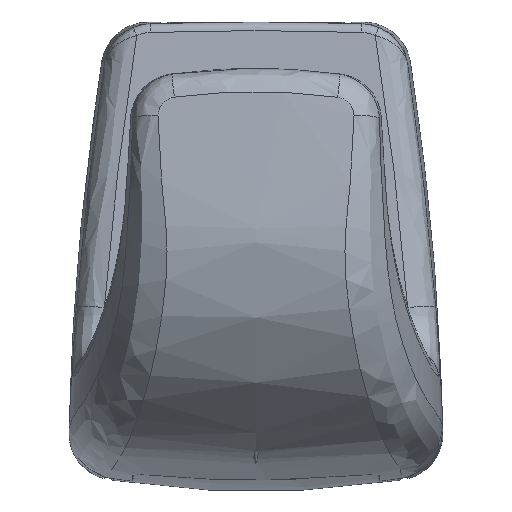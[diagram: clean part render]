
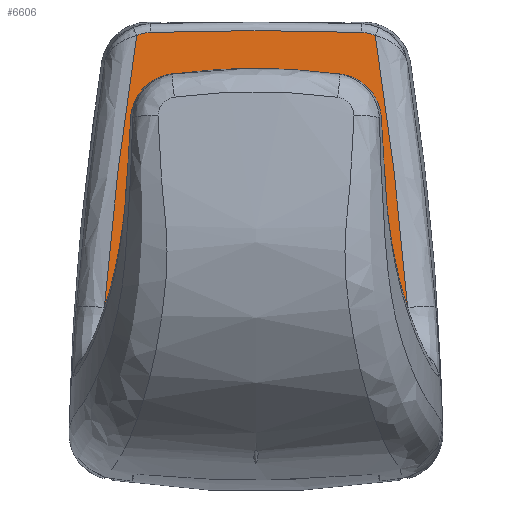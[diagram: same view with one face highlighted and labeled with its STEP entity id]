
A CAD part, top view. The second image highlights one B-rep face of the part: STEP entity #6606.
In plain terms, the highlighted planar face has unit normal (0, 0.085, 0.996).
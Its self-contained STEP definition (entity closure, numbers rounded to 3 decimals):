
#30 = VERTEX_POINT ( 'NONE', #8994 ) ;
#75 = VERTEX_POINT ( 'NONE', #9144 ) ;
#104 = VERTEX_POINT ( 'NONE', #8942 ) ;
#107 = VERTEX_POINT ( 'NONE', #8890 ) ;
#643 = ORIENTED_EDGE ( 'NONE', *, *, #2472, .T. ) ;
#668 = ORIENTED_EDGE ( 'NONE', *, *, #2611, .T. ) ;
#703 = ORIENTED_EDGE ( 'NONE', *, *, #2613, .T. ) ;
#714 = ORIENTED_EDGE ( 'NONE', *, *, #2408, .T. ) ;
#716 = ORIENTED_EDGE ( 'NONE', *, *, #2373, .T. ) ;
#763 = ORIENTED_EDGE ( 'NONE', *, *, #2604, .T. ) ;
#1442 = FACE_OUTER_BOUND ( 'NONE', #4774, .T. ) ;
#1731 = LINE ( 'NONE', #3545, #7785 ) ;
#2041 = VERTEX_POINT ( 'NONE', #6791 ) ;
#2116 = VERTEX_POINT ( 'NONE', #3009 ) ;
#2373 = EDGE_CURVE ( 'NONE', #104, #107, #4442, .T. ) ;
#2408 = EDGE_CURVE ( 'NONE', #107, #30, #4453, .T. ) ;
#2472 = EDGE_CURVE ( 'NONE', #75, #104, #1731, .T. ) ;
#2604 = EDGE_CURVE ( 'NONE', #2041, #2116, #4514, .T. ) ;
#2611 = EDGE_CURVE ( 'NONE', #2116, #75, #4518, .T. ) ;
#2613 = EDGE_CURVE ( 'NONE', #30, #2041, #4520, .T. ) ;
#2885 = CARTESIAN_POINT ( 'NONE',  ( 16.166, 19.573, 10.608 ) ) ;
#2886 = CARTESIAN_POINT ( 'NONE',  ( 15.785, 24.425, 10.192 ) ) ;
#2887 = CARTESIAN_POINT ( 'NONE',  ( 15.295, 29.266, 9.777 ) ) ;
#2893 = CARTESIAN_POINT ( 'NONE',  ( 14.138, 38.927, 8.949 ) ) ;
#2894 = CARTESIAN_POINT ( 'NONE',  ( 13.47, 43.748, 8.536 ) ) ;
#2895 = CARTESIAN_POINT ( 'NONE',  ( 12.715, 48.557, 8.124 ) ) ;
#3009 = CARTESIAN_POINT ( 'NONE',  ( -12.715, 48.559, 8.123 ) ) ;
#3473 = DIRECTION ( 'NONE',  ( 1., 0., 0. ) ) ;
#3545 = CARTESIAN_POINT ( 'NONE',  ( -25., 19.573, 10.608 ) ) ;
#4442 = B_SPLINE_CURVE_WITH_KNOTS ( 'NONE', 3,
 ( #2885, #2886, #2887, #2893, #2894, #2895 ),
 .UNSPECIFIED., .F., .F.,
 ( 4, 2, 4 ),
 ( 0., 0.015, 0.029 ),
 .UNSPECIFIED. ) ;
#4453 = B_SPLINE_CURVE_WITH_KNOTS ( 'NONE', 3,
 ( #8025, #8110, #8022, #7996, #8031, #8055 ),
 .UNSPECIFIED., .F., .F.,
 ( 4, 2, 4 ),
 ( 0., 0.001, 0.002 ),
 .UNSPECIFIED. ) ;
#4514 = B_SPLINE_CURVE_WITH_KNOTS ( 'NONE', 3,
 ( #6321, #6320, #6209, #6247, #6204, #6383 ),
 .UNSPECIFIED., .F., .F.,
 ( 4, 2, 4 ),
 ( 0., 0.001, 0.001 ),
 .UNSPECIFIED. ) ;
#4518 = B_SPLINE_CURVE_WITH_KNOTS ( 'NONE', 3,
 ( #6281, #6370, #6408, #6234, #6279, #6324 ),
 .UNSPECIFIED., .F., .F.,
 ( 4, 2, 4 ),
 ( 0., 0.015, 0.03 ),
 .UNSPECIFIED. ) ;
#4520 = B_SPLINE_CURVE_WITH_KNOTS ( 'NONE', 3,
 ( #6399, #6305, #6264, #6176, #6153, #6271 ),
 .UNSPECIFIED., .F., .F.,
 ( 4, 2, 4 ),
 ( 0.003, 0.014, 0.025 ),
 .UNSPECIFIED. ) ;
#4774 = EDGE_LOOP ( 'NONE', ( #716, #714, #703, #763, #668, #643 ) ) ;
#5048 = CARTESIAN_POINT ( 'NONE',  ( -25., 50., 8. ) ) ;
#5050 = DIRECTION ( 'NONE',  ( 0., 0.085, 0.996 ) ) ;
#5053 = PLANE ( 'NONE',  #5452 ) ;
#5069 = DIRECTION ( 'NONE',  ( 0., -0.996, 0.085 ) ) ;
#5452 = AXIS2_PLACEMENT_3D ( 'NONE', #5048, #5050, #5069 ) ;
#6153 = CARTESIAN_POINT ( 'NONE',  ( -7.509, 49.019, 8.084 ) ) ;
#6176 = CARTESIAN_POINT ( 'NONE',  ( -3.754, 49.086, 8.078 ) ) ;
#6204 = CARTESIAN_POINT ( 'NONE',  ( -12.484, 48.66, 8.115 ) ) ;
#6209 = CARTESIAN_POINT ( 'NONE',  ( -11.76, 48.847, 8.099 ) ) ;
#6234 = CARTESIAN_POINT ( 'NONE',  ( -15.295, 29.267, 9.777 ) ) ;
#6247 = CARTESIAN_POINT ( 'NONE',  ( -12.245, 48.738, 8.108 ) ) ;
#6264 = CARTESIAN_POINT ( 'NONE',  ( 3.756, 49.085, 8.078 ) ) ;
#6271 = CARTESIAN_POINT ( 'NONE',  ( -11.261, 48.888, 8.095 ) ) ;
#6279 = CARTESIAN_POINT ( 'NONE',  ( -15.785, 24.426, 10.192 ) ) ;
#6281 = CARTESIAN_POINT ( 'NONE',  ( -12.715, 48.559, 8.123 ) ) ;
#6305 = CARTESIAN_POINT ( 'NONE',  ( 7.51, 49.017, 8.084 ) ) ;
#6320 = CARTESIAN_POINT ( 'NONE',  ( -11.513, 48.88, 8.096 ) ) ;
#6321 = CARTESIAN_POINT ( 'NONE',  ( -11.261, 48.888, 8.095 ) ) ;
#6324 = CARTESIAN_POINT ( 'NONE',  ( -16.166, 19.573, 10.608 ) ) ;
#6370 = CARTESIAN_POINT ( 'NONE',  ( -13.47, 43.751, 8.536 ) ) ;
#6383 = CARTESIAN_POINT ( 'NONE',  ( -12.715, 48.559, 8.123 ) ) ;
#6399 = CARTESIAN_POINT ( 'NONE',  ( 11.262, 48.886, 8.096 ) ) ;
#6408 = CARTESIAN_POINT ( 'NONE',  ( -14.138, 38.929, 8.949 ) ) ;
#6606 = ADVANCED_FACE ( 'NONE', ( #1442 ), #5053, .T. ) ;
#6791 = CARTESIAN_POINT ( 'NONE',  ( -11.261, 48.888, 8.095 ) ) ;
#7785 = VECTOR ( 'NONE', #3473, 1000. ) ;
#7996 = CARTESIAN_POINT ( 'NONE',  ( 11.761, 48.845, 8.099 ) ) ;
#8022 = CARTESIAN_POINT ( 'NONE',  ( 12.245, 48.735, 8.108 ) ) ;
#8025 = CARTESIAN_POINT ( 'NONE',  ( 12.715, 48.557, 8.124 ) ) ;
#8031 = CARTESIAN_POINT ( 'NONE',  ( 11.514, 48.877, 8.096 ) ) ;
#8055 = CARTESIAN_POINT ( 'NONE',  ( 11.262, 48.886, 8.096 ) ) ;
#8110 = CARTESIAN_POINT ( 'NONE',  ( 12.484, 48.657, 8.115 ) ) ;
#8890 = CARTESIAN_POINT ( 'NONE',  ( 12.715, 48.557, 8.124 ) ) ;
#8942 = CARTESIAN_POINT ( 'NONE',  ( 16.166, 19.573, 10.608 ) ) ;
#8994 = CARTESIAN_POINT ( 'NONE',  ( 11.262, 48.886, 8.096 ) ) ;
#9144 = CARTESIAN_POINT ( 'NONE',  ( -16.166, 19.573, 10.608 ) ) ;
